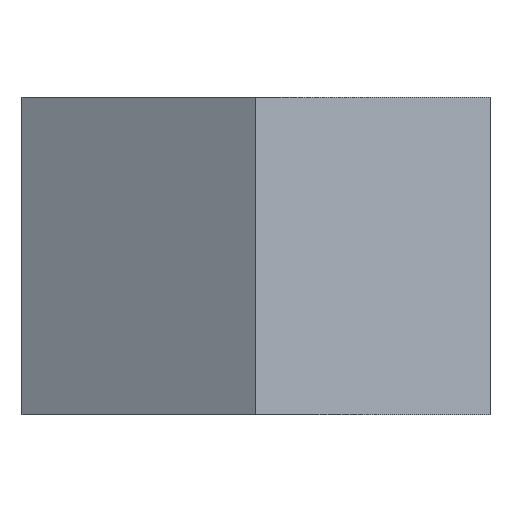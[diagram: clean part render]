
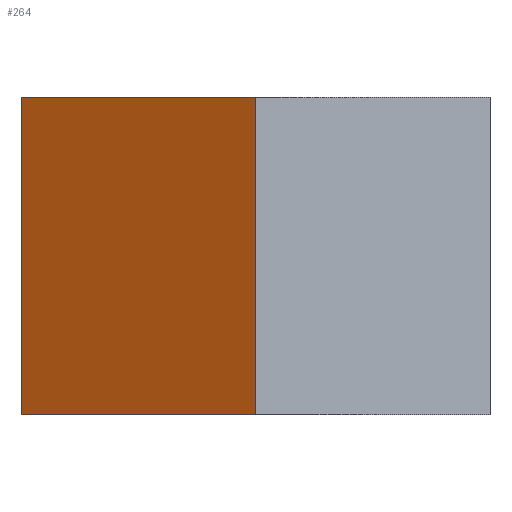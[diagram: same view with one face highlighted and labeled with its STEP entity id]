
A CAD part, left-side view. The second image highlights one B-rep face of the part: STEP entity #264.
In plain terms, the highlighted planar face has unit normal (-0.866, 0.5, 0).
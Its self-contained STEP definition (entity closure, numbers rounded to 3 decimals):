
#21=PLANE('',#302);
#33=FACE_OUTER_BOUND('',#51,.T.);
#51=EDGE_LOOP('',(#206,#207,#208,#209));
#66=LINE('',#420,#90);
#69=LINE('',#435,#93);
#70=LINE('',#438,#94);
#71=LINE('',#439,#95);
#90=VECTOR('',#340,10.);
#93=VECTOR('',#355,10.);
#94=VECTOR('',#358,10.);
#95=VECTOR('',#359,10.);
#124=VERTEX_POINT('',#409);
#129=VERTEX_POINT('',#418);
#135=VERTEX_POINT('',#432);
#136=VERTEX_POINT('',#437);
#155=EDGE_CURVE('',#129,#124,#66,.T.);
#162=EDGE_CURVE('',#135,#124,#69,.T.);
#163=EDGE_CURVE('',#136,#135,#70,.T.);
#164=EDGE_CURVE('',#136,#129,#71,.T.);
#206=ORIENTED_EDGE('',*,*,#163,.T.);
#207=ORIENTED_EDGE('',*,*,#162,.T.);
#208=ORIENTED_EDGE('',*,*,#155,.F.);
#209=ORIENTED_EDGE('',*,*,#164,.F.);
#264=ADVANCED_FACE('',(#33),#21,.T.);
#302=AXIS2_PLACEMENT_3D('',#436,#356,#357);
#340=DIRECTION('',(0.5,0.866,0.));
#355=DIRECTION('',(0.,0.,-1.));
#356=DIRECTION('center_axis',(-0.866,0.5,0.));
#357=DIRECTION('ref_axis',(0.5,0.866,0.));
#358=DIRECTION('',(0.5,0.866,0.));
#359=DIRECTION('',(0.,0.,-1.));
#409=CARTESIAN_POINT('',(-4.041,-13.71,-23.75));
#418=CARTESIAN_POINT('',(-8.083,-20.71,-23.75));
#420=CARTESIAN_POINT('',(-7.073,-18.96,-23.75));
#432=CARTESIAN_POINT('',(-4.041,-13.71,-14.25));
#435=CARTESIAN_POINT('',(-4.041,-13.71,-14.25));
#436=CARTESIAN_POINT('Origin',(-8.083,-20.71,-14.25));
#437=CARTESIAN_POINT('',(-8.083,-20.71,-14.25));
#438=CARTESIAN_POINT('',(-8.083,-20.71,-14.25));
#439=CARTESIAN_POINT('',(-8.083,-20.71,-14.25));
